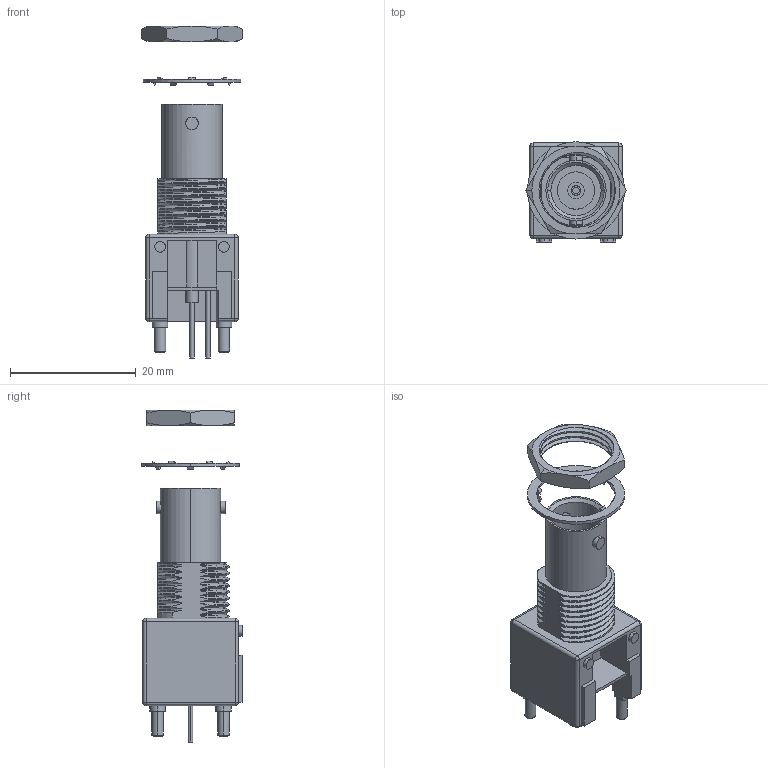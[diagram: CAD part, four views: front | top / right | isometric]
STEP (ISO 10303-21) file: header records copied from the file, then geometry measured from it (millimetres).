
FILE_DESCRIPTION (( 'STEP AP214' ), '1' );
FILE_NAME ('F00BNC-J75S0BHD-02-REF .STEP', '2026-01-04T09:45:01', ( '' ), ( '' ), 'SwSTEP 2.0', 'SolidWorks 2021', '' );
FILE_SCHEMA (( 'AUTOMOTIVE_DESIGN' ));
Length unit declared in the file: millimetre
Products named in the file (1): F00BNC-J75S0BHD-02-REF 
Bounding box: 16.05 x 15.95 x 52.9 mm (x, y, z)
Volume: 3297.3 mm3; surface area: 3648.4 mm2
Topology: 3 solids, 3 shells, 356 faces, 957 edges, 616 vertices
Faces by surface type: plane 140, cylinder 105, bspline 81, cone 22, sphere 8
Entity records: 34811 total; most frequent: CARTESIAN_POINT 26896, ORIENTED_EDGE 1898, DIRECTION 1352, EDGE_CURVE 949, VERTEX_POINT 616, AXIS2_PLACEMENT_3D 461, VECTOR 430, LINE 430
